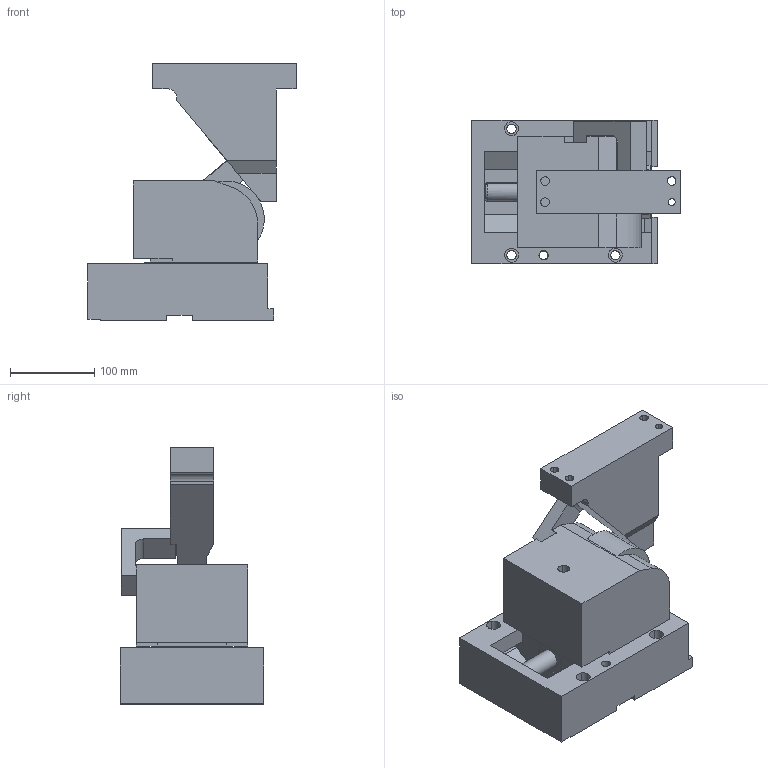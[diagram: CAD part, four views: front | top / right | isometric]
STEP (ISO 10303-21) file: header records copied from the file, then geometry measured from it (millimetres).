
FILE_DESCRIPTION(('CATIA V5 STEP Exchange'),'2;1');
FILE_NAME('CRCS_15000_50_1_ACCESSORIES.stp','2015-05-04T15:19:34+00:00',('none'),('none'),'CATIA Version 5 Release 20 GA (IN-10)','CATIA V5 STEP AP203','none');
FILE_SCHEMA(('CONFIG_CONTROL_DESIGN'));
Length unit declared in the file: millimetre
Products named in the file (1): CRCS_15000_50_1_ACCESSORIES
Assembly tree (3 placements, depth 2):
  CRCS_15000_50_1_ACCESSORIES
    #58
    #682
    #1696
Bounding box: 246.68 x 170 x 304 mm (x, y, z)
Volume: 4619991 mm3; surface area: 426312 mm2
Topology: 7 solids, 23 shells, 297 faces, 701 edges, 454 vertices
Faces by surface type: plane 165, cylinder 99, cone 22, torus 11
Entity records: 8681 total; most frequent: CARTESIAN_POINT 2106, ORIENTED_EDGE 1382, DIRECTION 1129, EDGE_CURVE 691, VERTEX_POINT 454, VECTOR 444, LINE 444, AXIS2_PLACEMENT_3D 437
